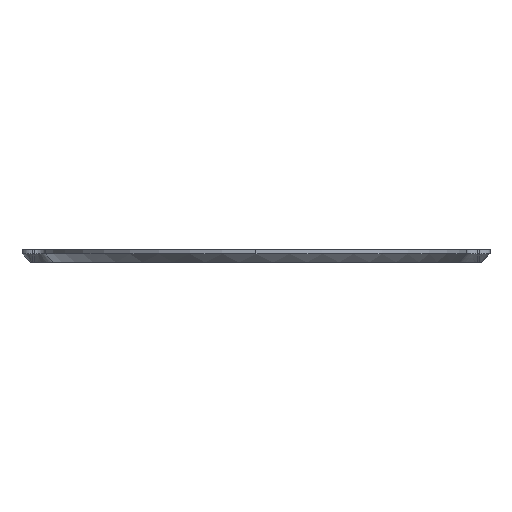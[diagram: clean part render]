
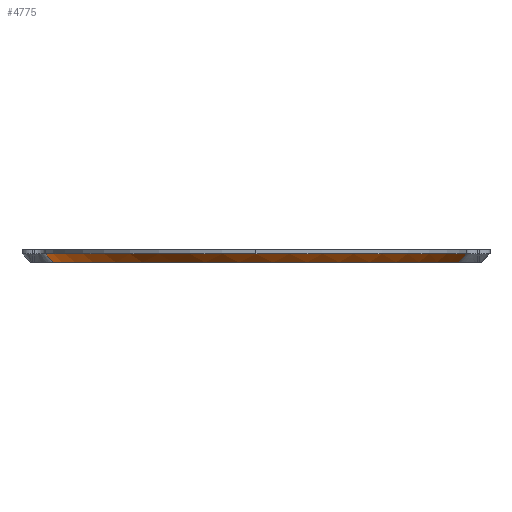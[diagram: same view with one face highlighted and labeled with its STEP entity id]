
A CAD part, left-side view. The second image highlights one B-rep face of the part: STEP entity #4775.
In plain terms, the highlighted conical face has half-angle 45 degrees and reference radius 50 mm.
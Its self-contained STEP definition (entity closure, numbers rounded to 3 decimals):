
#137 = CARTESIAN_POINT ( 'NONE',  ( -56.857, -47.508, 0. ) ) ;
#339 = AXIS2_PLACEMENT_3D ( 'NONE', #7238, #4743, #1636 ) ;
#600 = VERTEX_POINT ( 'NONE', #137 ) ;
#791 = VERTEX_POINT ( 'NONE', #4296 ) ;
#812 = VECTOR ( 'NONE', #3479, 1000. ) ;
#928 = EDGE_CURVE ( 'NONE', #791, #600, #6867, .T. ) ;
#1019 = CARTESIAN_POINT ( 'NONE',  ( -50., 0., 2. ) ) ;
#1143 = CARTESIAN_POINT ( 'NONE',  ( -57.143, 49.487, 2. ) ) ;
#1259 = EDGE_CURVE ( 'NONE', #2683, #791, #1478, .T. ) ;
#1400 = DIRECTION ( 'NONE',  ( 1., 0., 0. ) ) ;
#1478 = CIRCLE ( 'NONE', #6048, 50. ) ;
#1538 = ORIENTED_EDGE ( 'NONE', *, *, #928, .F. ) ;
#1636 = DIRECTION ( 'NONE',  ( 1., 0., 0. ) ) ;
#1973 = ORIENTED_EDGE ( 'NONE', *, *, #1259, .F. ) ;
#2380 = DIRECTION ( 'NONE',  ( 1., 0., 0. ) ) ;
#2382 = EDGE_CURVE ( 'NONE', #600, #2917, #6212, .T. ) ;
#2654 = VECTOR ( 'NONE', #5725, 1000. ) ;
#2683 = VERTEX_POINT ( 'NONE', #5379 ) ;
#2917 = VERTEX_POINT ( 'NONE', #7633 ) ;
#3156 = CARTESIAN_POINT ( 'NONE',  ( -57.143, -49.487, 2. ) ) ;
#3200 = ORIENTED_EDGE ( 'NONE', *, *, #8027, .F. ) ;
#3424 = CONICAL_SURFACE ( 'NONE', #6797, 50., 0.785 ) ;
#3479 = DIRECTION ( 'NONE',  ( 0.101, -0.7, -0.707 ) ) ;
#3525 = DIRECTION ( 'NONE',  ( 0., 0., 1. ) ) ;
#4216 = DIRECTION ( 'NONE',  ( 0., 0., 1. ) ) ;
#4293 = CARTESIAN_POINT ( 'NONE',  ( -50., 0., 2. ) ) ;
#4296 = CARTESIAN_POINT ( 'NONE',  ( -57.143, -49.487, 2. ) ) ;
#4375 = VERTEX_POINT ( 'NONE', #4735 ) ;
#4485 = CIRCLE ( 'NONE', #4875, 50. ) ;
#4548 = CARTESIAN_POINT ( 'NONE',  ( -50., 0., 2. ) ) ;
#4734 = LINE ( 'NONE', #1143, #812 ) ;
#4735 = CARTESIAN_POINT ( 'NONE',  ( -57.143, 49.487, 2. ) ) ;
#4743 = DIRECTION ( 'NONE',  ( 0., 0., -1. ) ) ;
#4775 = ADVANCED_FACE ( 'NONE', ( #7543 ), #3424, .T. ) ;
#4875 = AXIS2_PLACEMENT_3D ( 'NONE', #4293, #4216, #2380 ) ;
#5365 = ORIENTED_EDGE ( 'NONE', *, *, #7184, .T. ) ;
#5379 = CARTESIAN_POINT ( 'NONE',  ( -100., 0., 2. ) ) ;
#5399 = EDGE_LOOP ( 'NONE', ( #5365, #7476, #1538, #1973, #3200 ) ) ;
#5725 = DIRECTION ( 'NONE',  ( 0.101, 0.7, -0.707 ) ) ;
#5855 = DIRECTION ( 'NONE',  ( 0., 0., 1. ) ) ;
#6006 = DIRECTION ( 'NONE',  ( 1., 0., 0. ) ) ;
#6048 = AXIS2_PLACEMENT_3D ( 'NONE', #1019, #3525, #6006 ) ;
#6212 = CIRCLE ( 'NONE', #339, 48. ) ;
#6797 = AXIS2_PLACEMENT_3D ( 'NONE', #4548, #5855, #1400 ) ;
#6867 = LINE ( 'NONE', #3156, #2654 ) ;
#7184 = EDGE_CURVE ( 'NONE', #4375, #2917, #4734, .T. ) ;
#7238 = CARTESIAN_POINT ( 'NONE',  ( -50., 0., 0. ) ) ;
#7476 = ORIENTED_EDGE ( 'NONE', *, *, #2382, .F. ) ;
#7543 = FACE_OUTER_BOUND ( 'NONE', #5399, .T. ) ;
#7633 = CARTESIAN_POINT ( 'NONE',  ( -56.857, 47.508, 0. ) ) ;
#8027 = EDGE_CURVE ( 'NONE', #4375, #2683, #4485, .T. ) ;
